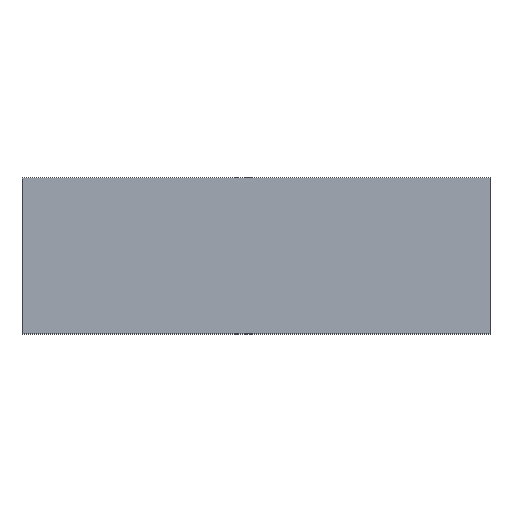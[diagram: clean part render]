
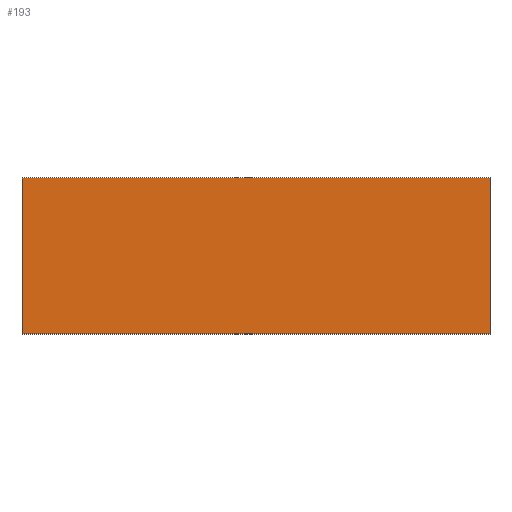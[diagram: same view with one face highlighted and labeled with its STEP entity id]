
A CAD part, top view. The second image highlights one B-rep face of the part: STEP entity #193.
In plain terms, the highlighted planar face has unit normal (0, 0, 1).
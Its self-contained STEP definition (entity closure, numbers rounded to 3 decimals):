
#2 = ORIENTED_EDGE ( 'NONE', *, *, #162, .T. ) ;
#8 = VECTOR ( 'NONE', #9, 1000. ) ;
#9 = DIRECTION ( 'NONE',  ( 1., 0., 0. ) ) ;
#33 = ORIENTED_EDGE ( 'NONE', *, *, #225, .T. ) ;
#41 = FACE_OUTER_BOUND ( 'NONE', #178, .T. ) ;
#42 = CARTESIAN_POINT ( 'NONE',  ( 0., 0., 0.05 ) ) ;
#64 = DIRECTION ( 'NONE',  ( 0., -1., 0. ) ) ;
#65 = DIRECTION ( 'NONE',  ( 0., 1., 0. ) ) ;
#66 = DIRECTION ( 'NONE',  ( -1., 0., 0. ) ) ;
#83 = CARTESIAN_POINT ( 'NONE',  ( 15., 5., 0.05 ) ) ;
#88 = VERTEX_POINT ( 'NONE', #171 ) ;
#89 = VECTOR ( 'NONE', #64, 1000. ) ;
#92 = VECTOR ( 'NONE', #65, 1000. ) ;
#93 = ORIENTED_EDGE ( 'NONE', *, *, #129, .T. ) ;
#98 = CARTESIAN_POINT ( 'NONE',  ( -15., -5., 0.05 ) ) ;
#122 = VERTEX_POINT ( 'NONE', #190 ) ;
#126 = VERTEX_POINT ( 'NONE', #228 ) ;
#129 = EDGE_CURVE ( 'NONE', #122, #164, #134, .T. ) ;
#134 = LINE ( 'NONE', #174, #92 ) ;
#135 = DIRECTION ( 'NONE',  ( -1., 0., 0. ) ) ;
#155 = LINE ( 'NONE', #98, #8 ) ;
#162 = EDGE_CURVE ( 'NONE', #164, #88, #195, .T. ) ;
#164 = VERTEX_POINT ( 'NONE', #83 ) ;
#166 = LINE ( 'NONE', #187, #89 ) ;
#167 = EDGE_CURVE ( 'NONE', #88, #126, #166, .T. ) ;
#171 = CARTESIAN_POINT ( 'NONE',  ( -15., 5., 0.05 ) ) ;
#172 = ORIENTED_EDGE ( 'NONE', *, *, #167, .T. ) ;
#173 = DIRECTION ( 'NONE',  ( 0., 0., -1. ) ) ;
#174 = CARTESIAN_POINT ( 'NONE',  ( 15., -5., 0.05 ) ) ;
#178 = EDGE_LOOP ( 'NONE', ( #93, #2, #172, #33 ) ) ;
#181 = VECTOR ( 'NONE', #66, 1000. ) ;
#187 = CARTESIAN_POINT ( 'NONE',  ( -15., -5., 0.05 ) ) ;
#188 = CARTESIAN_POINT ( 'NONE',  ( -15., 5., 0.05 ) ) ;
#190 = CARTESIAN_POINT ( 'NONE',  ( 15., -5., 0.05 ) ) ;
#193 = ADVANCED_FACE ( 'NONE', ( #41 ), #226, .F. ) ;
#195 = LINE ( 'NONE', #188, #181 ) ;
#197 = AXIS2_PLACEMENT_3D ( 'NONE', #42, #173, #135 ) ;
#225 = EDGE_CURVE ( 'NONE', #126, #122, #155, .T. ) ;
#226 = PLANE ( 'NONE',  #197 ) ;
#228 = CARTESIAN_POINT ( 'NONE',  ( -15., -5., 0.05 ) ) ;
